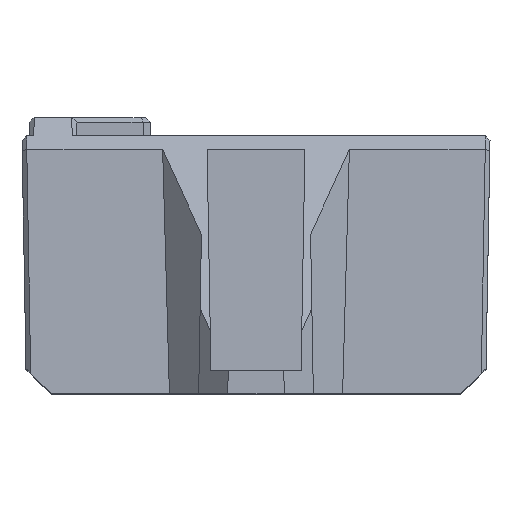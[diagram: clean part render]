
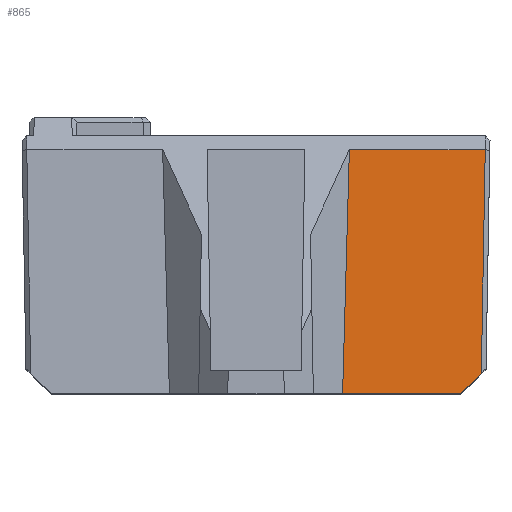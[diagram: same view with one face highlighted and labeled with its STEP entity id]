
A CAD part, top view. The second image highlights one B-rep face of the part: STEP entity #865.
In plain terms, the highlighted planar face has unit normal (0, 0.052, 0.999).
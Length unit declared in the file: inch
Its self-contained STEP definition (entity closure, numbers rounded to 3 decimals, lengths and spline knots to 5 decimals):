
#204 = CARTESIAN_POINT ( 'NONE',  ( 1., -0.01556, 0.7902 ) ) ;
#339 = LINE ( 'NONE', #4619, #2494 ) ;
#613 = LINE ( 'NONE', #713, #2217 ) ;
#713 = CARTESIAN_POINT ( 'NONE',  ( 0.37059, 0.0018, 0.78929 ) ) ;
#771 = ORIENTED_EDGE ( 'NONE', *, *, #5594, .T. ) ;
#840 = EDGE_CURVE ( 'NONE', #5484, #4487, #613, .T. ) ;
#865 = ADVANCED_FACE ( 'NONE', ( #2087 ), #4039, .T. ) ;
#1247 = LINE ( 'NONE', #5599, #1570 ) ;
#1342 = LINE ( 'NONE', #5184, #4353 ) ;
#1354 = ORIENTED_EDGE ( 'NONE', *, *, #3566, .T. ) ;
#1570 = VECTOR ( 'NONE', #2061, 39.37008 ) ;
#2034 = VERTEX_POINT ( 'NONE', #3461 ) ;
#2061 = DIRECTION ( 'NONE',  ( -1., 0., 0. ) ) ;
#2087 = FACE_OUTER_BOUND ( 'NONE', #4281, .T. ) ;
#2181 = ORIENTED_EDGE ( 'NONE', *, *, #840, .T. ) ;
#2199 = DIRECTION ( 'NONE',  ( 0.707, 0.707, -0.037 ) ) ;
#2217 = VECTOR ( 'NONE', #2658, 39.37008 ) ;
#2263 = EDGE_CURVE ( 'NONE', #5493, #5036, #1342, .T. ) ;
#2494 = VECTOR ( 'NONE', #2199, 39.37008 ) ;
#2658 = DIRECTION ( 'NONE',  ( -0.028, -0.998, 0.052 ) ) ;
#2876 = CARTESIAN_POINT ( 'NONE',  ( 1.32263, 0.1046, 0.7839 ) ) ;
#3100 = CARTESIAN_POINT ( 'NONE',  ( 0.39887, 1.02391, 0.73573 ) ) ;
#3134 = CARTESIAN_POINT ( 'NONE',  ( 0.96262, 0.06793, 0.78583 ) ) ;
#3187 = ORIENTED_EDGE ( 'NONE', *, *, #2263, .T. ) ;
#3234 = DIRECTION ( 'NONE',  ( -0.349, 0.936, -0.049 ) ) ;
#3270 = ORIENTED_EDGE ( 'NONE', *, *, #3787, .F. ) ;
#3334 = DIRECTION ( 'NONE',  ( 0.017, 0.998, -0.052 ) ) ;
#3430 = VERTEX_POINT ( 'NONE', #4240 ) ;
#3461 = CARTESIAN_POINT ( 'NONE',  ( 0.97929, 1.02391, 0.73573 ) ) ;
#3530 = CARTESIAN_POINT ( 'NONE',  ( 0.9793, 1.02386, 0.73573 ) ) ;
#3566 = EDGE_CURVE ( 'NONE', #3430, #5493, #339, .T. ) ;
#3690 = VECTOR ( 'NONE', #4717, 39.37008 ) ;
#3787 = EDGE_CURVE ( 'NONE', #3430, #4487, #1247, .T. ) ;
#3886 = EDGE_CURVE ( 'NONE', #5036, #2034, #6204, .T. ) ;
#4039 = PLANE ( 'NONE',  #4661 ) ;
#4131 = VECTOR ( 'NONE', #3234, 39.37008 ) ;
#4240 = CARTESIAN_POINT ( 'NONE',  ( 0.875, -0.01969, 0.79042 ) ) ;
#4281 = EDGE_LOOP ( 'NONE', ( #1354, #3187, #5406, #771, #2181, #3270 ) ) ;
#4353 = VECTOR ( 'NONE', #3334, 39.37008 ) ;
#4487 = VERTEX_POINT ( 'NONE', #6284 ) ;
#4619 = CARTESIAN_POINT ( 'NONE',  ( 0.93948, 0.04479, 0.78704 ) ) ;
#4661 = AXIS2_PLACEMENT_3D ( 'NONE', #204, #5983, #6013 ) ;
#4717 = DIRECTION ( 'NONE',  ( -1., 0., 0. ) ) ;
#5036 = VERTEX_POINT ( 'NONE', #3530 ) ;
#5184 = CARTESIAN_POINT ( 'NONE',  ( 0.97931, 1.02425, 0.73571 ) ) ;
#5406 = ORIENTED_EDGE ( 'NONE', *, *, #3886, .T. ) ;
#5484 = VERTEX_POINT ( 'NONE', #3100 ) ;
#5493 = VERTEX_POINT ( 'NONE', #3134 ) ;
#5594 = EDGE_CURVE ( 'NONE', #2034, #5484, #6130, .T. ) ;
#5599 = CARTESIAN_POINT ( 'NONE',  ( 1., -0.01969, 0.79042 ) ) ;
#5983 = DIRECTION ( 'NONE',  ( 0., 0.052, 0.999 ) ) ;
#6013 = DIRECTION ( 'NONE',  ( 0., -0.999, 0.052 ) ) ;
#6102 = CARTESIAN_POINT ( 'NONE',  ( 1., 1.02391, 0.73573 ) ) ;
#6130 = LINE ( 'NONE', #6102, #3690 ) ;
#6204 = LINE ( 'NONE', #2876, #4131 ) ;
#6284 = CARTESIAN_POINT ( 'NONE',  ( 0.37, -0.01969, 0.79042 ) ) ;
